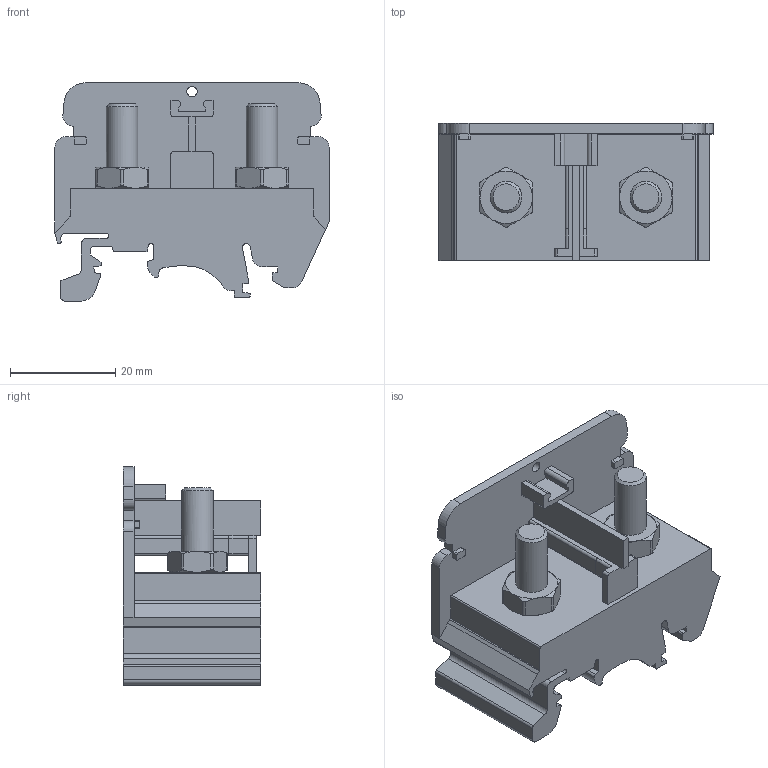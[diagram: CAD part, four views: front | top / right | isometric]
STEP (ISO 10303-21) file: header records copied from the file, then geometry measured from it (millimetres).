
FILE_DESCRIPTION(/* description */ ('Unknown'),/* implementation_level */ '2;1');
FILE_NAME(/* name */ 'KBT100_GY_3D',/* time_stamp */ '2019-09-30T10:25:18+06:00',/* author */ ('Unknown'),/* organization */ ('Unknown'),/* preprocessor_version */ 'ST-DEVELOPER v16.7',/* originating_system */ 'DEX',/* authorisation */ $);
FILE_SCHEMA (('AUTOMOTIVE_DESIGN {1 0 10303 214 3 1 1}'));
Length unit declared in the file: millimetre
Products named in the file (1): KBT100
Bounding box: 52 x 26 x 41.4 mm (x, y, z)
Volume: 23017.4 mm3; surface area: 10579.7 mm2
Topology: 1 solids, 2 shells, 206 faces, 585 edges, 389 vertices
Faces by surface type: plane 123, cylinder 76, cone 7
Full cylindrical faces by diameter (mm): 1.976 x1, 2.002 x1, 6 x2
Entity records: 8094 total; most frequent: CARTESIAN_POINT 1323, ORIENTED_EDGE 1130, DIRECTION 1070, EDGE_CURVE 565, VERTEX_POINT 380, LINE 376, VECTOR 376, AXIS2_PLACEMENT_3D 347
